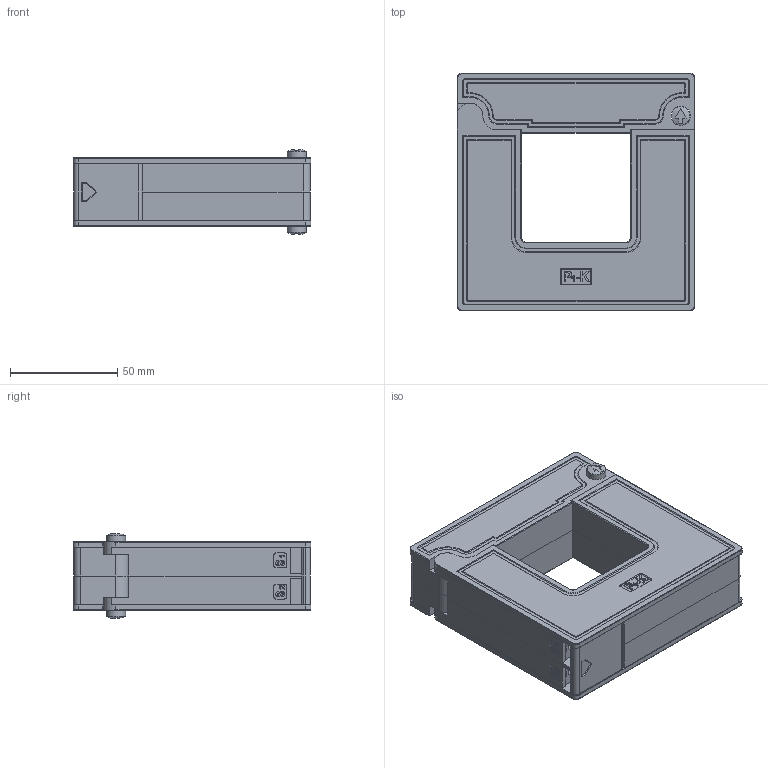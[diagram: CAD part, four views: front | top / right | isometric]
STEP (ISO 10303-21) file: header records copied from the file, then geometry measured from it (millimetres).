
FILE_DESCRIPTION(/* description */ ('STEP AP214'),/* implementation_level */ '2;1');
FILE_NAME(/* name */ 'AcuCT 200R (SCTK752A-051)_customer version.step',/* time_stamp */ '2025-06-06T16:20:02-04:00',/* author */ (''),/* organization */ (''),/* preprocessor_version */ 'ST-DEVELOPER v20.1',/* originating_system */ 'Autodesk Translation Framework v14.10.0.0',/* authorisation */ '');
FILE_SCHEMA (('AUTOMOTIVE_DESIGN { 1 0 10303 214 3 1 1 }'));
Length unit declared in the file: millimetre
Products named in the file (11): AcuCT-200R; 752A-050_µ×¿Ç×°ÅäÌ
å(Ä¬ÈÏ); 752A-050_µ×¿ÇP1(Ä¬ÈÏ); 752A-050_µ×¿ÇP2(Ä¬ÈÏ); 752A-050_¶¥¿Ç×°ÅäÌ
å(Ä¬ÈÏ); 752A-050_¶¥¿ÇP1(Ä¬ÈÏ); 752A-050_¶¥¿ÇP2(Ä¬ÈÏ); 752A-050_×ªÖá; 752A-050_Ëø¿Û; 752A-050_Ñ¹Ëõµ¯»É(Ñ
¹Ëõ×´Ì¬); 667B_¶Ë×Ó¸Ç(Ä¬ÈÏ
)
Assembly tree (11 placements, depth 3):
  AcuCT-200R
    752A-050_µ×¿Ç×°ÅäÌ
å(Ä¬ÈÏ)
      752A-050_µ×¿ÇP1(Ä¬ÈÏ)
      752A-050_µ×¿ÇP2(Ä¬ÈÏ)
    752A-050_¶¥¿Ç×°ÅäÌ
å(Ä¬ÈÏ)
      752A-050_¶¥¿ÇP1(Ä¬ÈÏ)
      752A-050_¶¥¿ÇP2(Ä¬ÈÏ)
    752A-050_×ªÖá
    752A-050_Ëø¿Û  x2
    752A-050_Ñ¹Ëõµ¯»É(Ñ
¹Ëõ×´Ì¬)
    667B_¶Ë×Ó¸Ç(Ä¬ÈÏ
)
Bounding box: 111 x 111 x 39.81 mm (x, y, z)
Volume: 108217.5 mm3; surface area: 97778.5 mm2
Topology: 9 solids, 9 shells, 1047 faces, 2805 edges, 1832 vertices
Faces by surface type: plane 721, cylinder 161, bspline 78, cone 59, torus 26, sphere 2
Full cylindrical faces by diameter (mm): 2 x4, 3 x11, 3.02 x11, 4 x2, 7 x7, 8.9 x2, 9 x2
Entity records: 38722 total; most frequent: CARTESIAN_POINT 12814, ORIENTED_EDGE 5490, DIRECTION 5039, EDGE_CURVE 2745, LINE 2093, VECTOR 2093, VERTEX_POINT 1792, AXIS2_PLACEMENT_3D 1473
